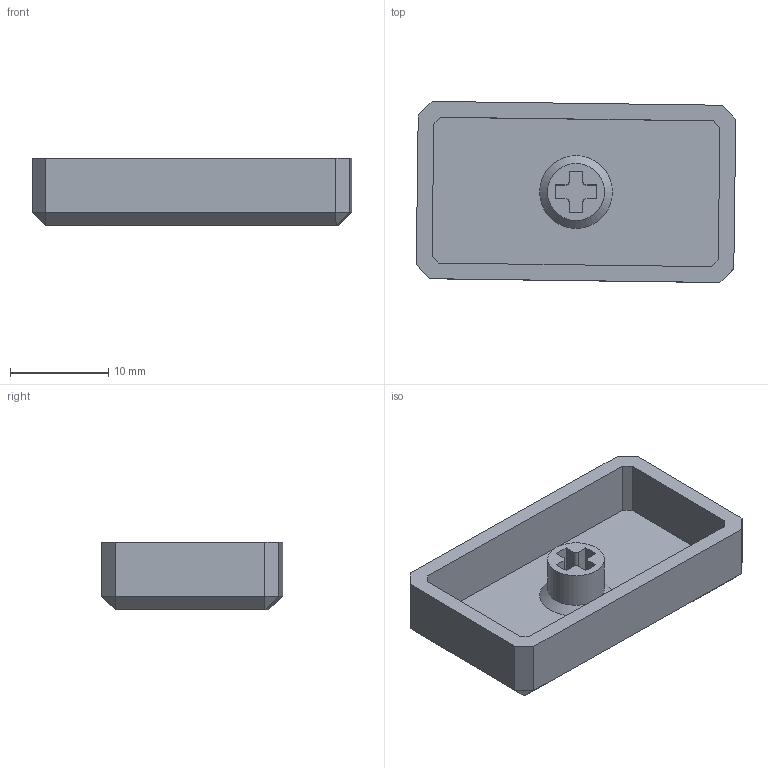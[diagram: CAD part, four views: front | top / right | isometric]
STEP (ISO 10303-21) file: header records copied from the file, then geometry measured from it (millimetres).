
FILE_DESCRIPTION(('HOOPS Exchange Step'),'2;1');
FILE_NAME('temp_export','2023-10-19T16:20:11-04:00',('jscotto'),('Shapr3D Limited'),'HOOPS Exchange 2023.2','Shapr3D','Authorized');
FILE_SCHEMA( ('AUTOMOTIVE_DESIGN { 1 0 10303 214 1 1 1 1 }') );
Length unit declared in the file: millimetre
Products named in the file (1): Chamfer (1.75u)
Bounding box: 32.53 x 18.44 x 6.9 mm (x, y, z)
Volume: 1614.3 mm3; surface area: 2373.9 mm2
Topology: 1 solids, 1 shells, 47 faces, 116 edges, 74 vertices
Faces by surface type: plane 41, cylinder 5, cone 1
Full cylindrical faces by diameter (mm): 5.8 x1
Entity records: 1388 total; most frequent: CARTESIAN_POINT 238, ORIENTED_EDGE 232, DIRECTION 226, EDGE_CURVE 116, VECTOR 102, LINE 102, VERTEX_POINT 74, AXIS2_PLACEMENT_3D 62
